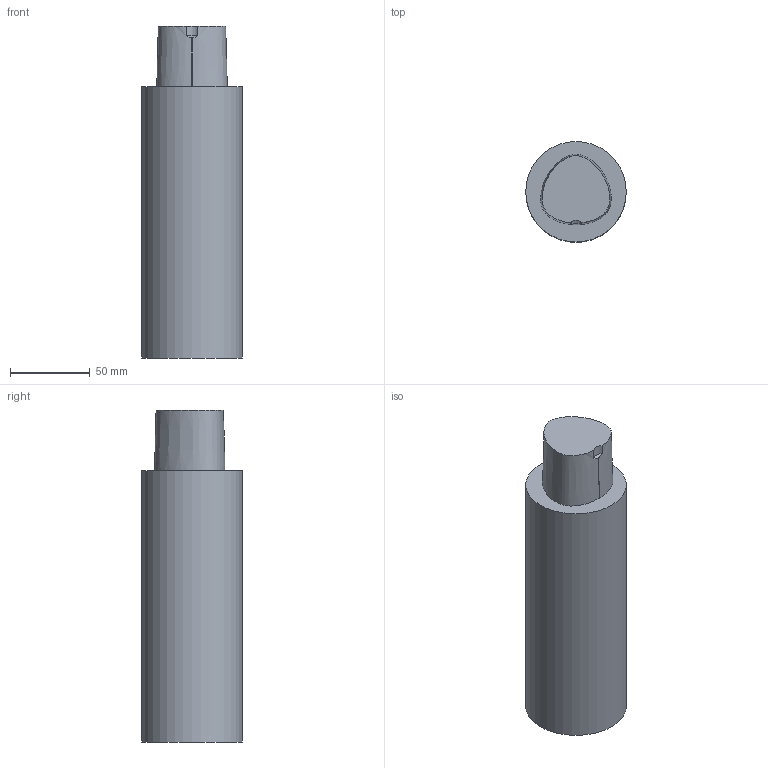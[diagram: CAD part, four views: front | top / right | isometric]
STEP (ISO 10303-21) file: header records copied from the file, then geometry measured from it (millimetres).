
FILE_DESCRIPTION((''),'1');
FILE_NAME('C6-F63-170.stp','2020-06-09T01:34:31',(''),(''),'Spatial Interop R21 SP3','Kubotek KeyCreator 2011 V10.0.2 (22737)',' ');
FILE_SCHEMA(('automotive_design'));
Length unit declared in the file: millimetre
Products named in the file (1): 240[2]
Bounding box: 63 x 63 x 208 mm (x, y, z)
Volume: 584603.1 mm3; surface area: 44912.5 mm2
Topology: 1 solids, 1 shells, 9 faces, 18 edges, 12 vertices
Faces by surface type: plane 3, cylinder 2, cone 2, bspline 2
Full cylindrical faces by diameter (mm): 63 x1
Entity records: 665 total; most frequent: CARTESIAN_POINT 275, PRESENTATION_STYLE_ASSIGNMENT 37, COLOUR_RGB 37, ORIENTED_EDGE 34, DIRECTION 29, STYLED_ITEM 27, CURVE_STYLE 27, DRAUGHTING_PRE_DEFINED_CURVE_FONT 27
